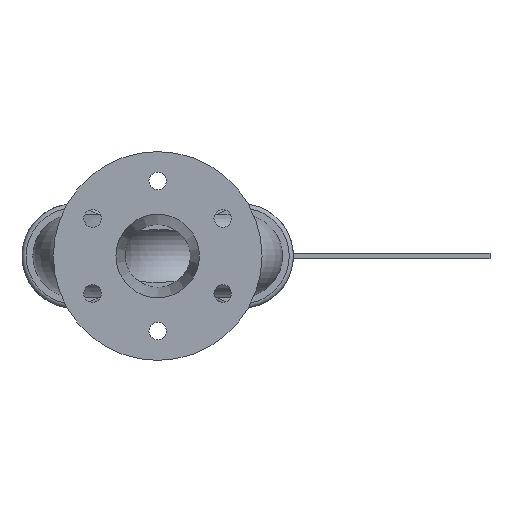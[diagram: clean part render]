
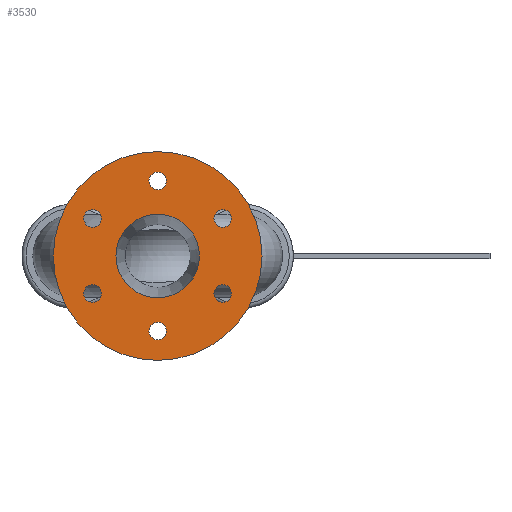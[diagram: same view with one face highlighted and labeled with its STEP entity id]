
A CAD part, front view. The second image highlights one B-rep face of the part: STEP entity #3530.
In plain terms, the highlighted planar face has unit normal (0, -1, 0).
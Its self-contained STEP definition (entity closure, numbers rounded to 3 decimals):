
#171=FACE_BOUND('',#1173,.T.);
#172=FACE_BOUND('',#1174,.T.);
#173=FACE_BOUND('',#1175,.T.);
#174=FACE_BOUND('',#1176,.T.);
#175=FACE_BOUND('',#1177,.T.);
#176=FACE_BOUND('',#1178,.T.);
#177=FACE_BOUND('',#1179,.T.);
#217=PLANE('',#3933);
#946=FACE_OUTER_BOUND('',#1172,.T.);
#1172=EDGE_LOOP('',(#2614));
#1173=EDGE_LOOP('',(#2615));
#1174=EDGE_LOOP('',(#2616));
#1175=EDGE_LOOP('',(#2617));
#1176=EDGE_LOOP('',(#2618));
#1177=EDGE_LOOP('',(#2619));
#1178=EDGE_LOOP('',(#2620));
#1179=EDGE_LOOP('',(#2621));
#1431=CIRCLE('',#3863,50.);
#1473=CIRCLE('',#3923,125.);
#1482=CIRCLE('',#3934,10.5);
#1483=CIRCLE('',#3935,10.5);
#1484=CIRCLE('',#3936,10.5);
#1485=CIRCLE('',#3937,10.5);
#1486=CIRCLE('',#3938,10.5);
#1487=CIRCLE('',#3939,10.5);
#1638=VERTEX_POINT('',#5546);
#1682=VERTEX_POINT('',#5815);
#1696=VERTEX_POINT('',#5847);
#1697=VERTEX_POINT('',#5849);
#1698=VERTEX_POINT('',#5851);
#1699=VERTEX_POINT('',#5853);
#1700=VERTEX_POINT('',#5855);
#1701=VERTEX_POINT('',#5857);
#1970=EDGE_CURVE('',#1638,#1638,#1431,.T.);
#2035=EDGE_CURVE('',#1682,#1682,#1473,.T.);
#2051=EDGE_CURVE('',#1696,#1696,#1482,.T.);
#2052=EDGE_CURVE('',#1697,#1697,#1483,.T.);
#2053=EDGE_CURVE('',#1698,#1698,#1484,.T.);
#2054=EDGE_CURVE('',#1699,#1699,#1485,.T.);
#2055=EDGE_CURVE('',#1700,#1700,#1486,.T.);
#2056=EDGE_CURVE('',#1701,#1701,#1487,.T.);
#2614=ORIENTED_EDGE('',*,*,#2035,.F.);
#2615=ORIENTED_EDGE('',*,*,#2051,.F.);
#2616=ORIENTED_EDGE('',*,*,#2052,.F.);
#2617=ORIENTED_EDGE('',*,*,#2053,.F.);
#2618=ORIENTED_EDGE('',*,*,#2054,.F.);
#2619=ORIENTED_EDGE('',*,*,#2055,.F.);
#2620=ORIENTED_EDGE('',*,*,#2056,.F.);
#2621=ORIENTED_EDGE('',*,*,#1970,.F.);
#3530=ADVANCED_FACE('',(#946,#171,#172,#173,#174,#175,#176,#177),#217,.T.);
#3863=AXIS2_PLACEMENT_3D('',#5548,#4315,#4316);
#3923=AXIS2_PLACEMENT_3D('',#5816,#4447,#4448);
#3933=AXIS2_PLACEMENT_3D('',#5846,#4474,#4475);
#3934=AXIS2_PLACEMENT_3D('',#5848,#4476,#4477);
#3935=AXIS2_PLACEMENT_3D('',#5850,#4478,#4479);
#3936=AXIS2_PLACEMENT_3D('',#5852,#4480,#4481);
#3937=AXIS2_PLACEMENT_3D('',#5854,#4482,#4483);
#3938=AXIS2_PLACEMENT_3D('',#5856,#4484,#4485);
#3939=AXIS2_PLACEMENT_3D('',#5858,#4486,#4487);
#4315=DIRECTION('center_axis',(0.,-1.,0.));
#4316=DIRECTION('ref_axis',(0.,0.,-1.));
#4447=DIRECTION('center_axis',(0.,1.,0.));
#4448=DIRECTION('ref_axis',(0.,0.,1.));
#4474=DIRECTION('center_axis',(0.,-1.,0.));
#4475=DIRECTION('ref_axis',(0.,0.,-1.));
#4476=DIRECTION('center_axis',(0.,-1.,0.));
#4477=DIRECTION('ref_axis',(0.,0.,-1.));
#4478=DIRECTION('center_axis',(0.,-1.,0.));
#4479=DIRECTION('ref_axis',(0.,0.,-1.));
#4480=DIRECTION('center_axis',(0.,-1.,0.));
#4481=DIRECTION('ref_axis',(0.,0.,-1.));
#4482=DIRECTION('center_axis',(0.,-1.,0.));
#4483=DIRECTION('ref_axis',(0.,0.,-1.));
#4484=DIRECTION('center_axis',(0.,-1.,0.));
#4485=DIRECTION('ref_axis',(0.,0.,-1.));
#4486=DIRECTION('center_axis',(0.,-1.,0.));
#4487=DIRECTION('ref_axis',(0.,0.,-1.));
#5546=CARTESIAN_POINT('',(0.,-455.,50.));
#5548=CARTESIAN_POINT('Origin',(0.,-455.,0.));
#5815=CARTESIAN_POINT('',(0.,-455.,125.));
#5816=CARTESIAN_POINT('Origin',(0.,-455.,0.));
#5846=CARTESIAN_POINT('Origin',(0.,-455.,0.));
#5847=CARTESIAN_POINT('',(0.,-455.,100.5));
#5848=CARTESIAN_POINT('Origin',(0.,-455.,90.));
#5849=CARTESIAN_POINT('',(-77.942,-455.,55.5));
#5850=CARTESIAN_POINT('Origin',(-77.942,-455.,45.));
#5851=CARTESIAN_POINT('',(77.942,-455.,55.5));
#5852=CARTESIAN_POINT('Origin',(77.942,-455.,45.));
#5853=CARTESIAN_POINT('',(-77.942,-455.,-34.5));
#5854=CARTESIAN_POINT('Origin',(-77.942,-455.,-45.));
#5855=CARTESIAN_POINT('',(0.,-455.,-79.5));
#5856=CARTESIAN_POINT('Origin',(0.,-455.,-90.));
#5857=CARTESIAN_POINT('',(77.942,-455.,-34.5));
#5858=CARTESIAN_POINT('Origin',(77.942,-455.,-45.));
